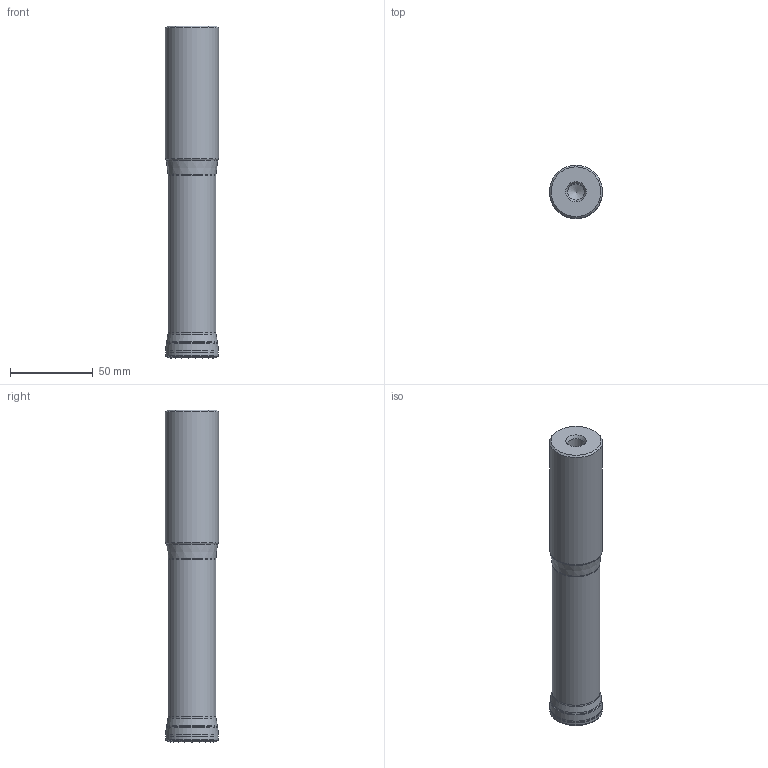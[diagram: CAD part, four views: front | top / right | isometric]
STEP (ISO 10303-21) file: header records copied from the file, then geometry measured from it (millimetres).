
FILE_DESCRIPTION(/* description */ (''),/* implementation_level */ '2;1');
FILE_NAME(/* name */ '202801407ndi000_00.stp',/* time_stamp */ '2020-01-20T08:43:22+01:00',/* author */ (''),/* organization */ (''),/* preprocessor_version */ 'ST-DEVELOPER v16.7',/* originating_system */ 'SIEMENS PLM Software NX 12.0',/* authorisation */ '');
FILE_SCHEMA (('AUTOMOTIVE_DESIGN { 1 0 10303 214 3 1 1 1 }'));
Length unit declared in the file: millimetre
Products named in the file (1): mp5416B4350Ce580
Bounding box: 32 x 32 x 200 mm (x, y, z)
Volume: 132861.6 mm3; surface area: 28336 mm2
Topology: 2 solids, 2 shells, 56 faces, 119 edges, 65 vertices
Faces by surface type: revolution 34, cone 8, torus 8, cylinder 4, plane 2
Full cylindrical faces by diameter (mm): 10 x1, 28.819 x1, 30.819 x1, 32 x1
Entity records: 1407 total; most frequent: CARTESIAN_POINT 411, DIRECTION 190, FACE_BOUND 112, EDGE_LOOP 110, ORIENTED_EDGE 110, AXIS2_PLACEMENT_3D 78, VERTEX_POINT 57, ADVANCED_FACE 56
